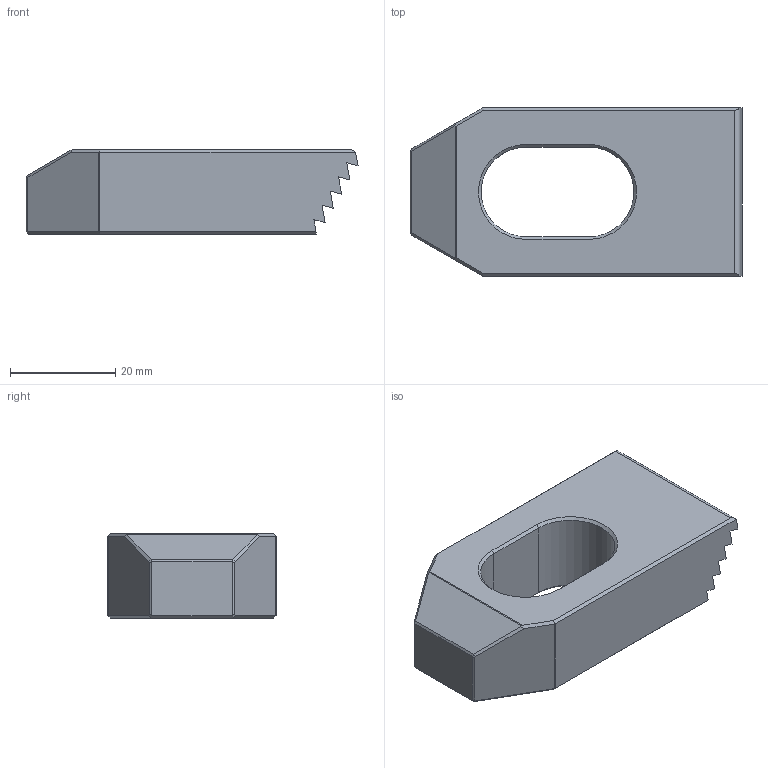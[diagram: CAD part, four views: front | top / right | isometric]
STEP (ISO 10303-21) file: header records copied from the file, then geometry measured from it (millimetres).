
FILE_DESCRIPTION( ( 'Unknown' ), '1' );
FILE_NAME( 'CP25-16063.stp', 'Unknown', ( 'Unknown' ), ( 'Unknown' ), 'XStep 1.0', 'Unknown', ' ' );
FILE_SCHEMA( ( 'CONFIG_CONTROL_DESIGN' ) );
Length unit declared in the file: millimetre
Products named in the file (1): 1
Bounding box: 63 x 32 x 16 mm (x, y, z)
Volume: 20994.8 mm3; surface area: 6858.7 mm2
Topology: 1 solids, 1 shells, 59 faces, 163 edges, 106 vertices
Faces by surface type: plane 52, cone 4, cylinder 3
Entity records: 1893 total; most frequent: CARTESIAN_POINT 329, ORIENTED_EDGE 326, DIRECTION 295, EDGE_CURVE 163, LINE 151, VECTOR 151, VERTEX_POINT 106, AXIS2_PLACEMENT_3D 72
